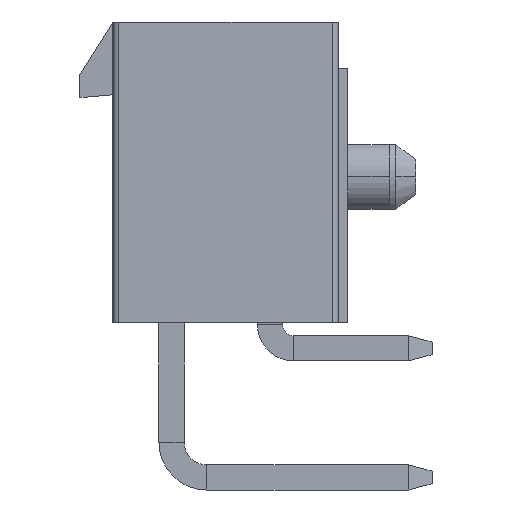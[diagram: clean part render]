
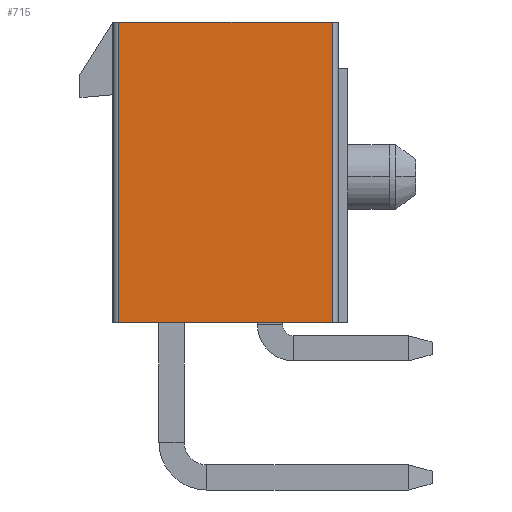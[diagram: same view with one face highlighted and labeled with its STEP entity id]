
A CAD part, left-side view. The second image highlights one B-rep face of the part: STEP entity #715.
In plain terms, the highlighted planar face has unit normal (-1, 0, 0).
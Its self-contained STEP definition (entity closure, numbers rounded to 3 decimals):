
#4 = VECTOR ( 'NONE', #1789, 1000. ) ;
#47 = DIRECTION ( 'NONE',  ( 0., 0., 1. ) ) ;
#78 = LINE ( 'NONE', #3030, #1493 ) ;
#516 = VECTOR ( 'NONE', #2525, 1000. ) ;
#598 = EDGE_LOOP ( 'NONE', ( #1170, #2798, #2879, #647 ) ) ;
#643 = DIRECTION ( 'NONE',  ( 1., 0., 0. ) ) ;
#647 = ORIENTED_EDGE ( 'NONE', *, *, #1204, .T. ) ;
#705 = AXIS2_PLACEMENT_3D ( 'NONE', #2824, #643, #2010 ) ;
#715 = ADVANCED_FACE ( 'NONE', ( #913 ), #2620, .F. ) ;
#913 = FACE_OUTER_BOUND ( 'NONE', #598, .T. ) ;
#1066 = EDGE_CURVE ( 'NONE', #1618, #1234, #1160, .T. ) ;
#1160 = LINE ( 'NONE', #2316, #516 ) ;
#1170 = ORIENTED_EDGE ( 'NONE', *, *, #2751, .F. ) ;
#1185 = CARTESIAN_POINT ( 'NONE',  ( -2.7, 0.65, -6.2 ) ) ;
#1204 = EDGE_CURVE ( 'NONE', #1618, #3385, #1266, .T. ) ;
#1234 = VERTEX_POINT ( 'NONE', #2989 ) ;
#1266 = LINE ( 'NONE', #1559, #1778 ) ;
#1433 = CARTESIAN_POINT ( 'NONE',  ( -2.7, 9.75, -6.2 ) ) ;
#1479 = VERTEX_POINT ( 'NONE', #1185 ) ;
#1493 = VECTOR ( 'NONE', #47, 1000. ) ;
#1559 = CARTESIAN_POINT ( 'NONE',  ( -2.7, 9.75, 0. ) ) ;
#1618 = VERTEX_POINT ( 'NONE', #1842 ) ;
#1778 = VECTOR ( 'NONE', #3190, 1000. ) ;
#1789 = DIRECTION ( 'NONE',  ( 0., 1., 0. ) ) ;
#1842 = CARTESIAN_POINT ( 'NONE',  ( -2.7, 9.75, 6.6 ) ) ;
#2010 = DIRECTION ( 'NONE',  ( 0., 0., -1. ) ) ;
#2141 = EDGE_CURVE ( 'NONE', #1479, #1234, #78, .T. ) ;
#2316 = CARTESIAN_POINT ( 'NONE',  ( -2.7, 10., 6.6 ) ) ;
#2525 = DIRECTION ( 'NONE',  ( 0., -1., 0. ) ) ;
#2620 = PLANE ( 'NONE',  #705 ) ;
#2751 = EDGE_CURVE ( 'NONE', #1479, #3385, #3478, .T. ) ;
#2798 = ORIENTED_EDGE ( 'NONE', *, *, #2141, .T. ) ;
#2824 = CARTESIAN_POINT ( 'NONE',  ( -2.7, 0., 0. ) ) ;
#2879 = ORIENTED_EDGE ( 'NONE', *, *, #1066, .F. ) ;
#2989 = CARTESIAN_POINT ( 'NONE',  ( -2.7, 0.65, 6.6 ) ) ;
#3030 = CARTESIAN_POINT ( 'NONE',  ( -2.7, 0.65, 0. ) ) ;
#3190 = DIRECTION ( 'NONE',  ( 0., 0., -1. ) ) ;
#3385 = VERTEX_POINT ( 'NONE', #1433 ) ;
#3435 = CARTESIAN_POINT ( 'NONE',  ( -2.7, 10., -6.2 ) ) ;
#3478 = LINE ( 'NONE', #3435, #4 ) ;
